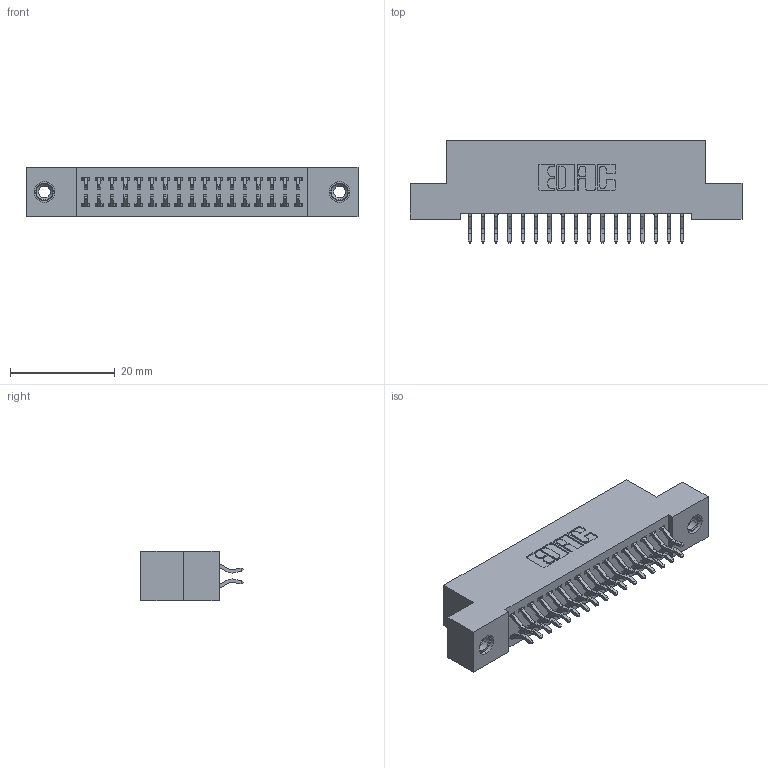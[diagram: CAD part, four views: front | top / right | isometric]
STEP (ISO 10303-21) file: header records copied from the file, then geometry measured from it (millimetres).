
FILE_DESCRIPTION (( 'STEP AP203' ), '1' );
FILE_NAME ('392-034-556-208.STEP', '2018-08-16T02:01:26', ( '' ), ( '' ), 'SwSTEP 2.0', 'SolidWorks 2016', '' );
FILE_SCHEMA (( 'CONFIG_CONTROL_DESIGN' ));
Length unit declared in the file: inch
Products named in the file (4): 345-250-001_345-250-003-102; 392-034-556-208; 342 Part_TI; 345-292-001_556 Tail
Assembly tree (37 placements, depth 2):
  392-034-556-208
    342 Part_TI
    345-292-001_556 Tail  x34
    345-250-001_345-250-003-102  x2
Bounding box: 63.5 x 19.58 x 9.4 mm (x, y, z)
Volume: 5580.6 mm3; surface area: 8445.1 mm2
Topology: 37 solids, 37 shells, 2142 faces, 6317 edges, 4158 vertices
Faces by surface type: plane 1458, cylinder 668, cone 12, torus 4
Entity records: 15444 total; most frequent: CARTESIAN_POINT 2585, ORIENTED_EDGE 2502, DIRECTION 2273, EDGE_CURVE 1251, LINE 1095, VECTOR 1095, VERTEX_POINT 828, AXIS2_PLACEMENT_3D 589
